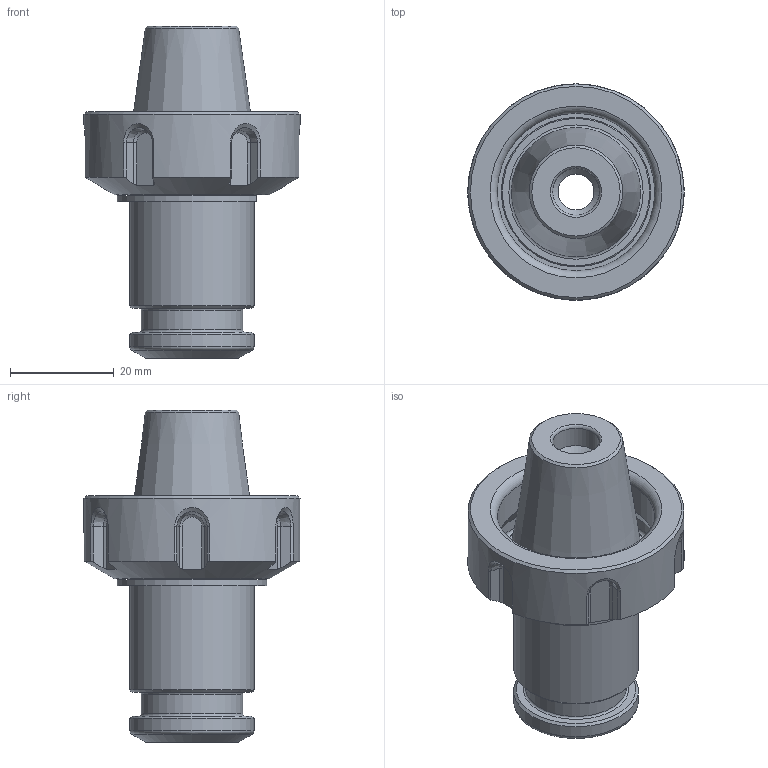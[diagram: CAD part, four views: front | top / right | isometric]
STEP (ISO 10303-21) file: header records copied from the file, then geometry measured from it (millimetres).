
FILE_DESCRIPTION(/* description */ (''),/* implementation_level */ '2;1');
FILE_NAME(/* name */ '766025150.stp',/* time_stamp */ '2022-05-06T15:31:06',/* author */ ('LRA'),/* organization */ ('REGO-FIX'),/* preprocessor_version */ ' Unknown',/* originating_system */ 'SIEMENS PLM Software Solid Edge ST10',/* authorization */ 'Unknown');
FILE_SCHEMA (('AUTOMOTIVE_DESIGN { 1 0 10303 214 2 1 1}'));
Length unit declared in the file: millimetre
Products named in the file (1): NOCUT
Bounding box: 41.7 x 41.7 x 64 mm (x, y, z)
Volume: 25511.1 mm3; surface area: 13721.8 mm2
Topology: 1 solids, 1 shells, 115 faces, 272 edges, 168 vertices
Faces by surface type: plane 58, cone 33, cylinder 15, torus 9
Full cylindrical faces by diameter (mm): 6.917 x1, 9 x1, 15 x1, 19.5 x1, 22.4 x1, 24 x3, 24.3 x1, 24.4 x1, 28.8 x1, 30.376 x1, 32.5 x1, 41.7 x1
Entity records: 3865 total; most frequent: DIRECTION 558, CARTESIAN_POINT 557, ORIENTED_EDGE 438, AXIS2_PLACEMENT_3D 232, EDGE_CURVE 219, EDGE_LOOP 164, FACE_BOUND 164, VERTEX_POINT 153
